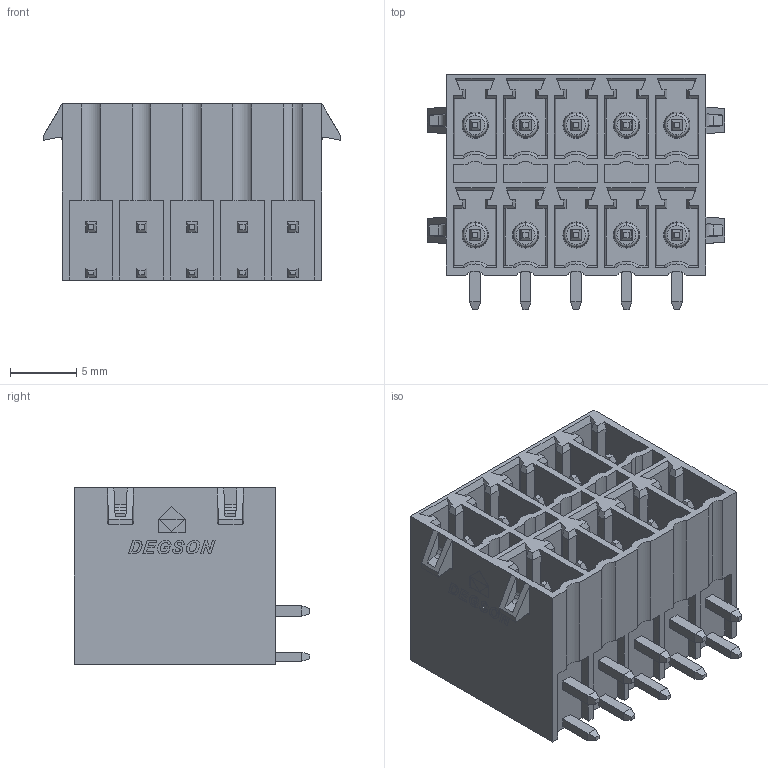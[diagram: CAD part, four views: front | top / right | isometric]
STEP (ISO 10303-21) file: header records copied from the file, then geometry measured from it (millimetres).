
FILE_DESCRIPTION((''),'2;1');
FILE_NAME('RHBNZUO','2020-06-19T',('GYZ'),(''),'PRO/ENGINEER BY PARAMETRIC TECHNOLOGY CORPORATION, 2010280','PRO/ENGINEER BY PARAMETRIC TECHNOLOGY CORPORATION, 2010280','');
FILE_SCHEMA(('CONFIG_CONTROL_DESIGN'));
Length unit declared in the file: millimetre
Products named in the file (1): RHBNZUO
Bounding box: 22.44 x 17.8 x 13.3 mm (x, y, z)
Volume: 2678.2 mm3; surface area: 3794.9 mm2
Topology: 1 solids, 16 shells, 1124 faces, 2895 edges, 1868 vertices
Faces by surface type: plane 1024, cylinder 50, cone 30, torus 20
Entity records: 33521 total; most frequent: CARTESIAN_POINT 6081, ORIENTED_EDGE 5790, DIRECTION 5275, EDGE_CURVE 2895, VECTOR 2675, LINE 2675, VERTEX_POINT 1868, AXIS2_PLACEMENT_3D 1300
